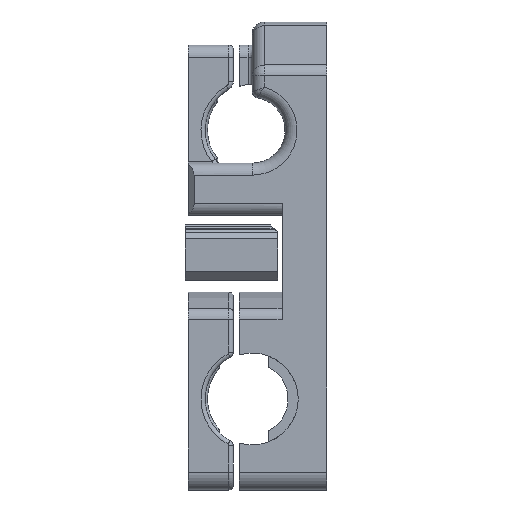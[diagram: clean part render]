
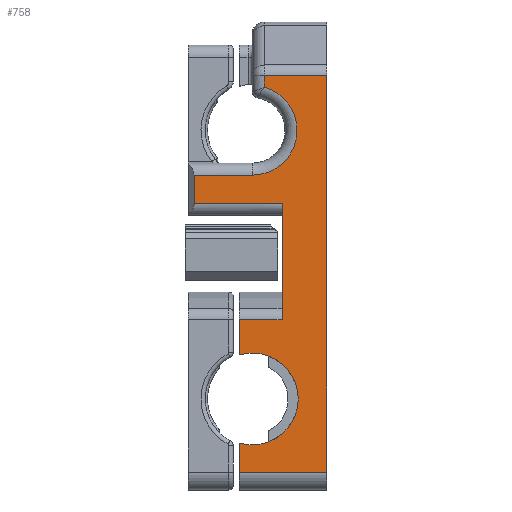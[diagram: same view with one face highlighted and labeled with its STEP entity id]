
A CAD part, left-side view. The second image highlights one B-rep face of the part: STEP entity #758.
In plain terms, the highlighted planar face has unit normal (-1, 0, 0).
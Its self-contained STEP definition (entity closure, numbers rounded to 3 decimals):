
#384=FACE_OUTER_BOUND('',#2863,.T.);
#758=ADVANCED_FACE('',(#384),#1101,.T.);
#1101=PLANE('',#7293);
#1393=LINE('',#10702,#2048);
#1425=LINE('',#10882,#2080);
#1438=LINE('',#10927,#2093);
#1439=LINE('',#10929,#2094);
#1440=LINE('',#10933,#2095);
#1441=LINE('',#10935,#2096);
#1442=LINE('',#10937,#2097);
#1443=LINE('',#10938,#2098);
#1444=LINE('',#10940,#2099);
#1445=LINE('',#10941,#2100);
#1446=LINE('',#10943,#2101);
#2048=VECTOR('',#8105,1.);
#2080=VECTOR('',#8231,1.);
#2093=VECTOR('',#8270,1.);
#2094=VECTOR('',#8271,1.);
#2095=VECTOR('',#8274,1.);
#2096=VECTOR('',#8275,1.);
#2097=VECTOR('',#8276,1.);
#2098=VECTOR('',#8277,1.);
#2099=VECTOR('',#8278,1.);
#2100=VECTOR('',#8279,1.);
#2101=VECTOR('',#8280,1.);
#2863=EDGE_LOOP('',(#3641,#3642,#3643,#3644,#3645,#3646,#3647,#3648,#3649,
#3650,#3651,#3652,#3653));
#3641=ORIENTED_EDGE('',*,*,#6035,.T.);
#3642=ORIENTED_EDGE('',*,*,#6124,.T.);
#3643=ORIENTED_EDGE('',*,*,#6125,.T.);
#3644=ORIENTED_EDGE('',*,*,#6126,.T.);
#3645=ORIENTED_EDGE('',*,*,#6127,.T.);
#3646=ORIENTED_EDGE('',*,*,#6128,.T.);
#3647=ORIENTED_EDGE('',*,*,#6129,.T.);
#3648=ORIENTED_EDGE('',*,*,#6102,.T.);
#3649=ORIENTED_EDGE('',*,*,#6130,.T.);
#3650=ORIENTED_EDGE('',*,*,#6131,.T.);
#3651=ORIENTED_EDGE('',*,*,#6058,.T.);
#3652=ORIENTED_EDGE('',*,*,#6132,.T.);
#3653=ORIENTED_EDGE('',*,*,#6133,.T.);
#5349=VERTEX_POINT('',#10701);
#5350=VERTEX_POINT('',#10703);
#5372=VERTEX_POINT('',#10754);
#5373=VERTEX_POINT('',#10756);
#5412=VERTEX_POINT('',#10881);
#5413=VERTEX_POINT('',#10883);
#5432=VERTEX_POINT('',#10928);
#5433=VERTEX_POINT('',#10930);
#5434=VERTEX_POINT('',#10932);
#5435=VERTEX_POINT('',#10934);
#5436=VERTEX_POINT('',#10936);
#5437=VERTEX_POINT('',#10939);
#5438=VERTEX_POINT('',#10942);
#6035=EDGE_CURVE('',#5350,#5349,#1393,.T.);
#6058=EDGE_CURVE('',#5373,#5372,#6943,.T.);
#6102=EDGE_CURVE('',#5413,#5412,#1425,.T.);
#6124=EDGE_CURVE('',#5349,#5432,#1438,.T.);
#6125=EDGE_CURVE('',#5432,#5433,#1439,.T.);
#6126=EDGE_CURVE('',#5433,#5434,#6966,.T.);
#6127=EDGE_CURVE('',#5434,#5435,#1440,.T.);
#6128=EDGE_CURVE('',#5435,#5436,#1441,.T.);
#6129=EDGE_CURVE('',#5436,#5413,#1442,.T.);
#6130=EDGE_CURVE('',#5412,#5437,#1443,.T.);
#6131=EDGE_CURVE('',#5437,#5373,#1444,.T.);
#6132=EDGE_CURVE('',#5372,#5438,#1445,.T.);
#6133=EDGE_CURVE('',#5438,#5350,#1446,.T.);
#6943=CIRCLE('',#7258,7.7);
#6966=CIRCLE('',#7292,7.5);
#7258=AXIS2_PLACEMENT_3D('',#10755,#8161,#8162);
#7292=AXIS2_PLACEMENT_3D('',#10931,#8272,#8273);
#7293=AXIS2_PLACEMENT_3D('',#10944,#8281,#8282);
#8105=DIRECTION('',(0.,0.,1.));
#8161=DIRECTION('',(1.,0.,0.));
#8162=DIRECTION('',(0.,-1.,0.));
#8231=DIRECTION('',(0.,0.,-1.));
#8270=DIRECTION('',(0.,1.,0.));
#8271=DIRECTION('',(0.,0.,-1.));
#8272=DIRECTION('',(1.,0.,0.));
#8273=DIRECTION('',(0.,-1.,0.));
#8274=DIRECTION('',(0.,1.,0.));
#8275=DIRECTION('',(0.,0.,-1.));
#8276=DIRECTION('',(0.,-1.,0.));
#8277=DIRECTION('',(0.,1.,0.));
#8278=DIRECTION('',(0.,0.,-1.));
#8279=DIRECTION('',(0.,0.,-1.));
#8280=DIRECTION('',(0.,-1.,0.));
#8281=DIRECTION('',(-1.,0.,0.));
#8282=DIRECTION('',(0.,-1.,0.));
#10701=CARTESIAN_POINT('',(-28.5,139.525,30.181));
#10702=CARTESIAN_POINT('',(-28.5,139.525,31.421));
#10703=CARTESIAN_POINT('',(-28.5,139.525,-36.229));
#10754=CARTESIAN_POINT('',(-28.5,154.225,-31.358));
#10755=CARTESIAN_POINT('',(-28.5,152.025,-23.979));
#10756=CARTESIAN_POINT('',(-28.5,154.225,-16.6));
#10881=CARTESIAN_POINT('',(-28.5,147.025,-10.667));
#10882=CARTESIAN_POINT('',(-28.5,147.025,-9.729));
#10883=CARTESIAN_POINT('',(-28.5,147.025,8.771));
#10927=CARTESIAN_POINT('',(-28.5,140.775,30.181));
#10928=CARTESIAN_POINT('',(-28.5,150.025,30.181));
#10929=CARTESIAN_POINT('',(-28.5,150.025,27.443));
#10930=CARTESIAN_POINT('',(-28.5,150.025,28.249));
#10931=CARTESIAN_POINT('',(-28.5,152.025,21.021));
#10932=CARTESIAN_POINT('',(-28.5,152.025,13.521));
#10933=CARTESIAN_POINT('',(-28.5,140.775,13.521));
#10934=CARTESIAN_POINT('',(-28.5,161.775,13.521));
#10935=CARTESIAN_POINT('',(-28.5,161.775,6.771));
#10936=CARTESIAN_POINT('',(-28.5,161.775,8.771));
#10937=CARTESIAN_POINT('',(-28.5,147.025,8.771));
#10938=CARTESIAN_POINT('',(-28.5,140.775,-10.667));
#10939=CARTESIAN_POINT('',(-28.5,154.225,-10.667));
#10940=CARTESIAN_POINT('',(-28.5,154.225,-16.6));
#10941=CARTESIAN_POINT('',(-28.5,154.225,-34.379));
#10942=CARTESIAN_POINT('',(-28.5,154.225,-36.229));
#10943=CARTESIAN_POINT('',(-28.5,140.775,-36.229));
#10944=CARTESIAN_POINT('',(-28.5,140.775,21.021));
